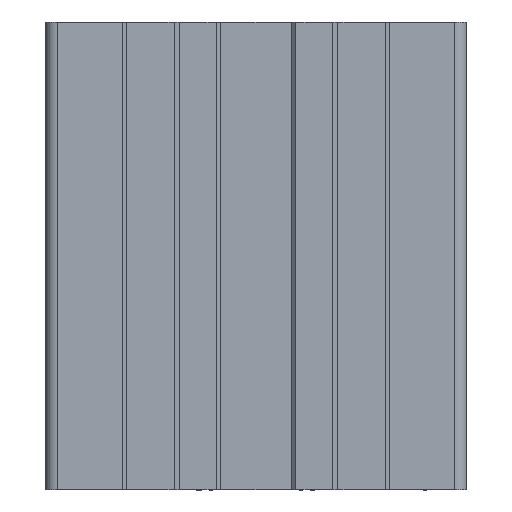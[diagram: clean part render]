
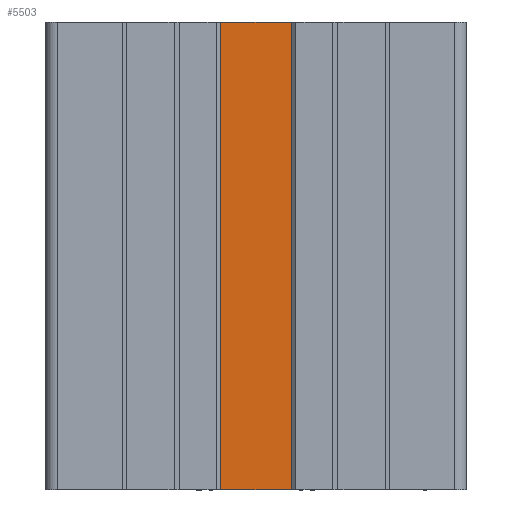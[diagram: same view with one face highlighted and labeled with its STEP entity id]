
A CAD part, front view. The second image highlights one B-rep face of the part: STEP entity #5503.
In plain terms, the highlighted planar face has unit normal (0, -1, 0).
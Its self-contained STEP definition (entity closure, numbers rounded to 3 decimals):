
#49 = DIRECTION ( 'NONE',  ( -1., 0., 0. ) ) ;
#1092 = CARTESIAN_POINT ( 'NONE',  ( 7246.16, 1163.911, 100. ) ) ;
#1244 = DIRECTION ( 'NONE',  ( 0., 0., -1. ) ) ;
#1392 = ORIENTED_EDGE ( 'NONE', *, *, #19829, .F. ) ;
#2480 = EDGE_CURVE ( 'NONE', #16358, #19355, #19247, .T. ) ;
#2555 = CARTESIAN_POINT ( 'NONE',  ( 7281.16, 1163.911, 0. ) ) ;
#3277 = CARTESIAN_POINT ( 'NONE',  ( 7281.16, 1163.911, 100. ) ) ;
#4333 = EDGE_CURVE ( 'NONE', #19673, #16358, #21135, .T. ) ;
#4599 = CARTESIAN_POINT ( 'NONE',  ( 7246.16, 1163.911, 100. ) ) ;
#4957 = DIRECTION ( 'NONE',  ( 1., 0., 0. ) ) ;
#5503 = ADVANCED_FACE ( 'NONE', ( #18803 ), #19283, .F. ) ;
#7595 = VECTOR ( 'NONE', #1244, 1000. ) ;
#7912 = ORIENTED_EDGE ( 'NONE', *, *, #20925, .F. ) ;
#10121 = CARTESIAN_POINT ( 'NONE',  ( 7231.16, 1163.911, 0. ) ) ;
#10415 = ORIENTED_EDGE ( 'NONE', *, *, #2480, .F. ) ;
#10777 = EDGE_LOOP ( 'NONE', ( #18631, #1392, #7912, #10415 ) ) ;
#12021 = AXIS2_PLACEMENT_3D ( 'NONE', #20867, #19176, #16668 ) ;
#13023 = VERTEX_POINT ( 'NONE', #15234 ) ;
#13159 = LINE ( 'NONE', #3277, #21336 ) ;
#13468 = DIRECTION ( 'NONE',  ( 0., 0., 1. ) ) ;
#15234 = CARTESIAN_POINT ( 'NONE',  ( 7231.16, 1163.911, 100. ) ) ;
#15948 = LINE ( 'NONE', #18414, #20821 ) ;
#16358 = VERTEX_POINT ( 'NONE', #18923 ) ;
#16668 = DIRECTION ( 'NONE',  ( 0., 0., 1. ) ) ;
#17180 = VECTOR ( 'NONE', #49, 1000. ) ;
#18414 = CARTESIAN_POINT ( 'NONE',  ( 7231.16, 1163.911, 100. ) ) ;
#18631 = ORIENTED_EDGE ( 'NONE', *, *, #4333, .F. ) ;
#18803 = FACE_OUTER_BOUND ( 'NONE', #10777, .T. ) ;
#18923 = CARTESIAN_POINT ( 'NONE',  ( 7246.16, 1163.911, 0. ) ) ;
#19176 = DIRECTION ( 'NONE',  ( 0., 1., 0. ) ) ;
#19247 = LINE ( 'NONE', #2555, #17180 ) ;
#19283 = PLANE ( 'NONE',  #12021 ) ;
#19355 = VERTEX_POINT ( 'NONE', #10121 ) ;
#19673 = VERTEX_POINT ( 'NONE', #4599 ) ;
#19829 = EDGE_CURVE ( 'NONE', #13023, #19673, #13159, .T. ) ;
#20821 = VECTOR ( 'NONE', #13468, 1000. ) ;
#20867 = CARTESIAN_POINT ( 'NONE',  ( 7246.16, 1163.911, 100. ) ) ;
#20925 = EDGE_CURVE ( 'NONE', #19355, #13023, #15948, .T. ) ;
#21135 = LINE ( 'NONE', #1092, #7595 ) ;
#21336 = VECTOR ( 'NONE', #4957, 1000. ) ;
